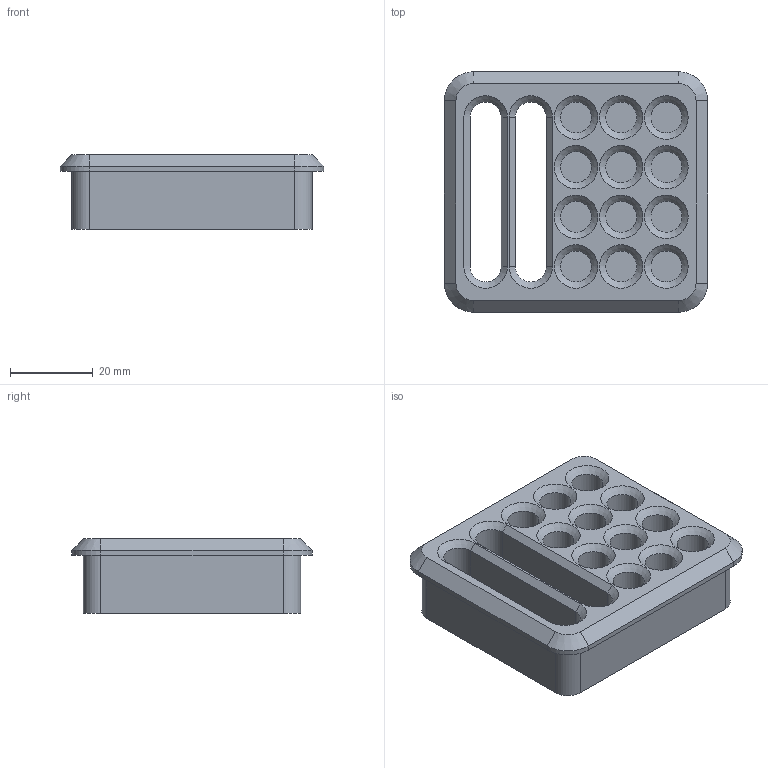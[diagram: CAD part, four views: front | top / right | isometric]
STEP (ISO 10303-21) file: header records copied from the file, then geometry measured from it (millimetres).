
FILE_DESCRIPTION(('FreeCAD Model'),'2;1');
FILE_NAME('Open CASCADE Shape Model','2025-10-31T20:56:53',(''),(''), 'Open CASCADE STEP processor 7.6','FreeCAD','Unknown');
FILE_SCHEMA(('AUTOMOTIVE_DESIGN { 1 0 10303 214 1 1 1 1 }'));
Length unit declared in the file: millimetre
Products named in the file (1): ShortBitsModule
Bounding box: 63.5 x 57.98 x 18 mm (x, y, z)
Volume: 36626 mm3; surface area: 16564.3 mm2
Topology: 1 solids, 1 shells, 79 faces, 164 edges, 100 vertices
Faces by surface type: plane 35, cylinder 24, cone 20
Full cylindrical faces by diameter (mm): 7.5 x12
Entity records: 4256 total; most frequent: CARTESIAN_POINT 732, DIRECTION 700, LINE 364, VECTOR 364, ORIENTED_EDGE 328, PCURVE 328, DEFINITIONAL_REPRESENTATION 328, EDGE_CURVE 164
